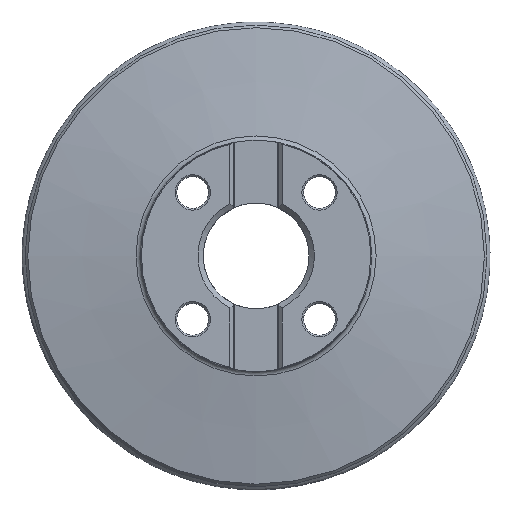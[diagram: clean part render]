
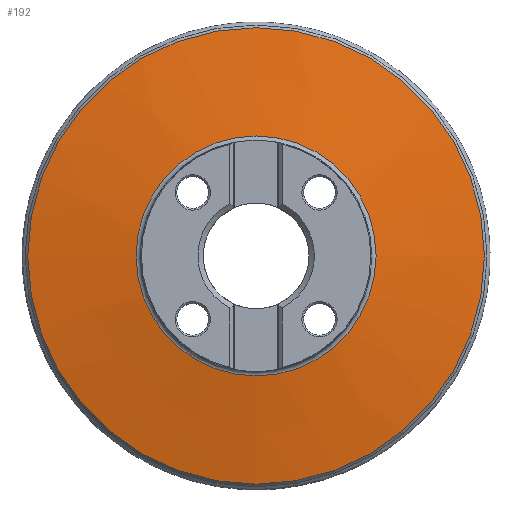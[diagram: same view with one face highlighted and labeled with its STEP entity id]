
A CAD part, top view. The second image highlights one B-rep face of the part: STEP entity #192.
In plain terms, the highlighted conical face has half-angle 80.184 degrees and reference radius 129.337 mm.
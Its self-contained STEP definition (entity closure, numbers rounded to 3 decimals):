
#108=CONICAL_SURFACE('',#1278,129.337,80.184);
#192=ADVANCED_FACE('S9',(#326,#327),#108,.T.);
#326=FACE_BOUND('',#413,.T.);
#327=FACE_BOUND('',#414,.T.);
#413=EDGE_LOOP('',(#550));
#414=EDGE_LOOP('',(#551));
#550=ORIENTED_EDGE('',*,*,#840,.T.);
#551=ORIENTED_EDGE('',*,*,#841,.F.);
#752=VERTEX_POINT('',#1960);
#753=VERTEX_POINT('',#1962);
#840=EDGE_CURVE('',#752,#752,#913,.T.);
#841=EDGE_CURVE('',#753,#753,#914,.T.);
#913=CIRCLE('',#1276,67.989);
#914=CIRCLE('',#1277,129.337);
#1276=AXIS2_PLACEMENT_3D('',#1959,#1504,#1505);
#1277=AXIS2_PLACEMENT_3D('',#1961,#1506,#1507);
#1278=AXIS2_PLACEMENT_3D('',#1963,#1508,#1509);
#1504=DIRECTION('',(0.,0.,-1.));
#1505=DIRECTION('',(-1.,0.,0.));
#1506=DIRECTION('',(0.,0.,-1.));
#1507=DIRECTION('',(-1.,0.,0.));
#1508=DIRECTION('',(0.,0.,-1.));
#1509=DIRECTION('',(-1.,0.,0.));
#1959=CARTESIAN_POINT('',(0.,0.,-22.431));
#1960=CARTESIAN_POINT('',(-67.989,0.,-22.431));
#1961=CARTESIAN_POINT('',(0.,0.,-33.044));
#1962=CARTESIAN_POINT('',(-129.337,0.,-33.044));
#1963=CARTESIAN_POINT('',(0.,0.,-33.044));
